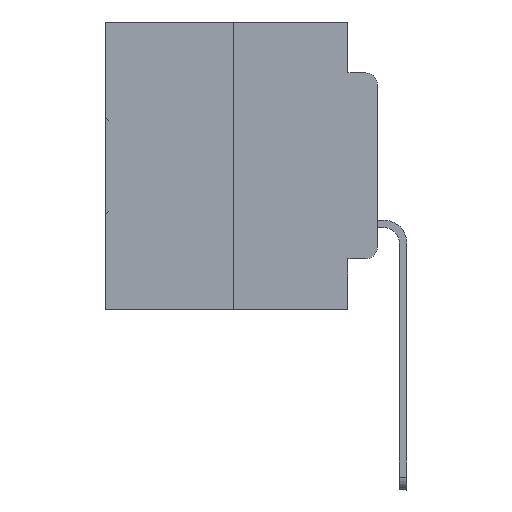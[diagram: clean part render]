
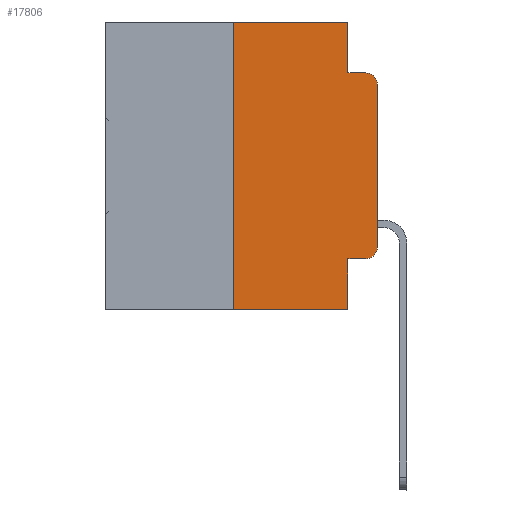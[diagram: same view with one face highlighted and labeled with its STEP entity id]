
A CAD part, left-side view. The second image highlights one B-rep face of the part: STEP entity #17806.
In plain terms, the highlighted planar face has unit normal (-1, 0, 0).
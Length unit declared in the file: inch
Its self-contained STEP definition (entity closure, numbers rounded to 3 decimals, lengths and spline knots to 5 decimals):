
#579 = CARTESIAN_POINT ( 'NONE',  ( 0., 0.473, 0. ) ) ;
#1014 = CARTESIAN_POINT ( 'NONE',  ( 0., 0.051, -0.5 ) ) ;
#1515 = ORIENTED_EDGE ( 'NONE', *, *, #31407, .T. ) ;
#1602 = FACE_OUTER_BOUND ( 'NONE', #3301, .T. ) ;
#1838 = VECTOR ( 'NONE', #6316, 39.37008 ) ;
#2131 = CARTESIAN_POINT ( 'NONE',  ( 0., 0.051, -0.0885 ) ) ;
#2223 = VERTEX_POINT ( 'NONE', #32135 ) ;
#2457 = CARTESIAN_POINT ( 'NONE',  ( 0., 0.02, -0.1085 ) ) ;
#2739 = LINE ( 'NONE', #9887, #15151 ) ;
#3301 = EDGE_LOOP ( 'NONE', ( #13114, #1515, #14767, #11114, #32024, #17036, #4438, #6615, #31814, #15414 ) ) ;
#4328 = DIRECTION ( 'NONE',  ( 0., 0., -1. ) ) ;
#4438 = ORIENTED_EDGE ( 'NONE', *, *, #10957, .T. ) ;
#4684 = AXIS2_PLACEMENT_3D ( 'NONE', #18599, #16096, #23916 ) ;
#4941 = VERTEX_POINT ( 'NONE', #11844 ) ;
#5344 = VECTOR ( 'NONE', #4328, 39.37008 ) ;
#5674 = VERTEX_POINT ( 'NONE', #27328 ) ;
#6316 = DIRECTION ( 'NONE',  ( 0., 0., 1. ) ) ;
#6615 = ORIENTED_EDGE ( 'NONE', *, *, #15792, .F. ) ;
#7369 = CARTESIAN_POINT ( 'NONE',  ( 0., 0.473, -0.5 ) ) ;
#7557 = CARTESIAN_POINT ( 'NONE',  ( 0., 0.051, 0. ) ) ;
#8024 = VECTOR ( 'NONE', #30090, 39.37008 ) ;
#8267 = CARTESIAN_POINT ( 'NONE',  ( 0., 0.051, -0.4115 ) ) ;
#8401 = EDGE_CURVE ( 'NONE', #17780, #5674, #11803, .T. ) ;
#8522 = CARTESIAN_POINT ( 'NONE',  ( 0., 0., -0.1085 ) ) ;
#8694 = CARTESIAN_POINT ( 'NONE',  ( 0., 0.473, 0. ) ) ;
#9887 = CARTESIAN_POINT ( 'NONE',  ( 0., 0.25, 0. ) ) ;
#9954 = CIRCLE ( 'NONE', #19282, 0.02 ) ;
#10408 = LINE ( 'NONE', #18908, #16020 ) ;
#10957 = EDGE_CURVE ( 'NONE', #2223, #12429, #22304, .T. ) ;
#10978 = CARTESIAN_POINT ( 'NONE',  ( 0., 0.051, 0. ) ) ;
#11114 = ORIENTED_EDGE ( 'NONE', *, *, #23335, .F. ) ;
#11769 = LINE ( 'NONE', #11911, #5344 ) ;
#11803 = LINE ( 'NONE', #8267, #27658 ) ;
#11844 = CARTESIAN_POINT ( 'NONE',  ( 0., 0.02, -0.0885 ) ) ;
#11911 = CARTESIAN_POINT ( 'NONE',  ( 0., 0.051, 0. ) ) ;
#12429 = VERTEX_POINT ( 'NONE', #1014 ) ;
#13114 = ORIENTED_EDGE ( 'NONE', *, *, #13655, .T. ) ;
#13132 = DIRECTION ( 'NONE',  ( 0., 0., -1. ) ) ;
#13618 = CARTESIAN_POINT ( 'NONE',  ( 0., 0.25, 0. ) ) ;
#13655 = EDGE_CURVE ( 'NONE', #26917, #13990, #30452, .T. ) ;
#13975 = EDGE_CURVE ( 'NONE', #5674, #26917, #15380, .T. ) ;
#13990 = VERTEX_POINT ( 'NONE', #8522 ) ;
#14047 = DIRECTION ( 'NONE',  ( 0., -1., 0. ) ) ;
#14767 = ORIENTED_EDGE ( 'NONE', *, *, #28461, .F. ) ;
#14812 = CARTESIAN_POINT ( 'NONE',  ( 0., 0., 0. ) ) ;
#15151 = VECTOR ( 'NONE', #20182, 39.37008 ) ;
#15380 = CIRCLE ( 'NONE', #4684, 0.02 ) ;
#15414 = ORIENTED_EDGE ( 'NONE', *, *, #13975, .T. ) ;
#15764 = VECTOR ( 'NONE', #22833, 39.37008 ) ;
#15792 = EDGE_CURVE ( 'NONE', #17780, #12429, #11769, .T. ) ;
#16020 = VECTOR ( 'NONE', #23533, 39.37008 ) ;
#16089 = VERTEX_POINT ( 'NONE', #2131 ) ;
#16096 = DIRECTION ( 'NONE',  ( -1., 0., 0. ) ) ;
#17036 = ORIENTED_EDGE ( 'NONE', *, *, #20527, .F. ) ;
#17780 = VERTEX_POINT ( 'NONE', #21259 ) ;
#17806 = ADVANCED_FACE ( 'NONE', ( #1602 ), #26355, .F. ) ;
#18030 = VECTOR ( 'NONE', #14047, 39.37008 ) ;
#18575 = DIRECTION ( 'NONE',  ( 0., -1., 0. ) ) ;
#18599 = CARTESIAN_POINT ( 'NONE',  ( 0., 0.02, -0.3915 ) ) ;
#18908 = CARTESIAN_POINT ( 'NONE',  ( 0., 0.051, -0.0885 ) ) ;
#19282 = AXIS2_PLACEMENT_3D ( 'NONE', #2457, #25333, #13132 ) ;
#20182 = DIRECTION ( 'NONE',  ( 0., 0., 1. ) ) ;
#20271 = CARTESIAN_POINT ( 'NONE',  ( 0., 0., -0.3915 ) ) ;
#20527 = EDGE_CURVE ( 'NONE', #2223, #20951, #2739, .T. ) ;
#20951 = VERTEX_POINT ( 'NONE', #13618 ) ;
#21259 = CARTESIAN_POINT ( 'NONE',  ( 0., 0.051, -0.4115 ) ) ;
#21369 = DIRECTION ( 'NONE',  ( 0., 0., -1. ) ) ;
#22304 = LINE ( 'NONE', #7369, #8024 ) ;
#22593 = AXIS2_PLACEMENT_3D ( 'NONE', #579, #28567, #21369 ) ;
#22833 = DIRECTION ( 'NONE',  ( 0., 0., -1. ) ) ;
#23335 = EDGE_CURVE ( 'NONE', #30361, #16089, #25275, .T. ) ;
#23533 = DIRECTION ( 'NONE',  ( 0., -1., 0. ) ) ;
#23916 = DIRECTION ( 'NONE',  ( 0., 0., -1. ) ) ;
#24776 = LINE ( 'NONE', #8694, #18030 ) ;
#24915 = EDGE_CURVE ( 'NONE', #20951, #30361, #24776, .T. ) ;
#25275 = LINE ( 'NONE', #7557, #15764 ) ;
#25333 = DIRECTION ( 'NONE',  ( -1., 0., 0. ) ) ;
#26355 = PLANE ( 'NONE',  #22593 ) ;
#26917 = VERTEX_POINT ( 'NONE', #20271 ) ;
#27328 = CARTESIAN_POINT ( 'NONE',  ( 0., 0.02, -0.4115 ) ) ;
#27658 = VECTOR ( 'NONE', #18575, 39.37008 ) ;
#28461 = EDGE_CURVE ( 'NONE', #16089, #4941, #10408, .T. ) ;
#28567 = DIRECTION ( 'NONE',  ( 1., 0., 0. ) ) ;
#30090 = DIRECTION ( 'NONE',  ( 0., -1., 0. ) ) ;
#30361 = VERTEX_POINT ( 'NONE', #10978 ) ;
#30452 = LINE ( 'NONE', #14812, #1838 ) ;
#31407 = EDGE_CURVE ( 'NONE', #13990, #4941, #9954, .T. ) ;
#31814 = ORIENTED_EDGE ( 'NONE', *, *, #8401, .T. ) ;
#32024 = ORIENTED_EDGE ( 'NONE', *, *, #24915, .F. ) ;
#32135 = CARTESIAN_POINT ( 'NONE',  ( 0., 0.25, -0.5 ) ) ;
